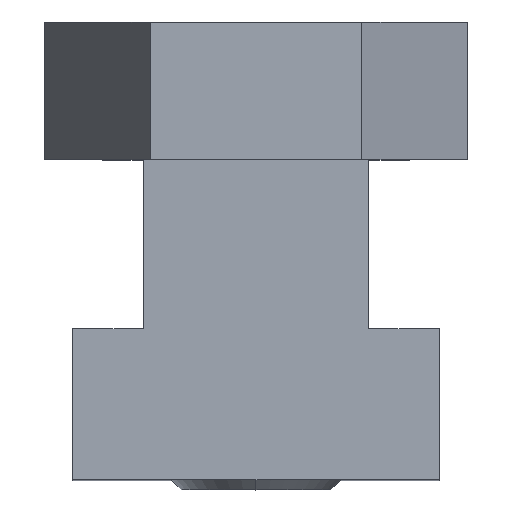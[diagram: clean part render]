
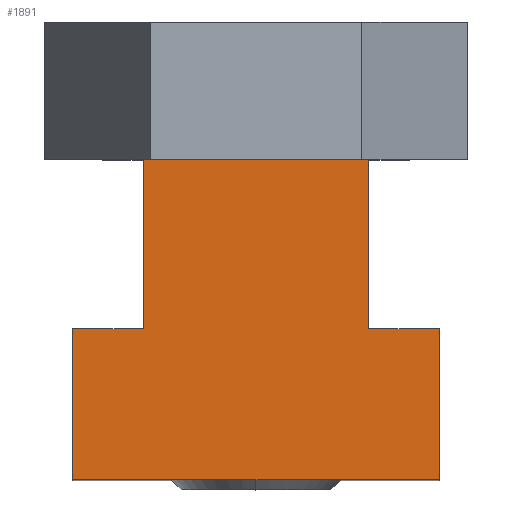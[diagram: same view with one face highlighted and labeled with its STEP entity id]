
A CAD part, top view. The second image highlights one B-rep face of the part: STEP entity #1891.
In plain terms, the highlighted planar face has unit normal (0, 0, 1).
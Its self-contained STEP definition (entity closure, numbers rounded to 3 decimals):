
#1067 = CARTESIAN_POINT ( 'NONE',  ( 12.7, 0., 16.091 ) ) ;
#1091 = DIRECTION ( 'NONE',  ( 0., 1., 0. ) ) ;
#1092 = VECTOR ( 'NONE', #1091, 1000. ) ;
#1093 = CARTESIAN_POINT ( 'NONE',  ( 7.81, 10.465, 16.091 ) ) ;
#1095 = DIRECTION ( 'NONE',  ( -1., 0., 0. ) ) ;
#1096 = VECTOR ( 'NONE', #1095, 1000. ) ;
#1097 = CARTESIAN_POINT ( 'NONE',  ( 7.81, 22.174, 16.091 ) ) ;
#1098 = LINE ( 'NONE', #1097, #1096 ) ;
#1099 = CARTESIAN_POINT ( 'NONE',  ( 7.81, 22.174, 16.091 ) ) ;
#1103 = LINE ( 'NONE', #1093, #1092 ) ;
#1109 = DIRECTION ( 'NONE',  ( 0., 1., 0. ) ) ;
#1110 = VECTOR ( 'NONE', #1109, 1000. ) ;
#1111 = CARTESIAN_POINT ( 'NONE',  ( 7.81, 10.465, 16.091 ) ) ;
#1115 = CARTESIAN_POINT ( 'NONE',  ( 12.7, 10.465, 16.091 ) ) ;
#1116 = CARTESIAN_POINT ( 'NONE',  ( 12.7, 0., 16.091 ) ) ;
#1117 = LINE ( 'NONE', #1116, #1110 ) ;
#1124 = CARTESIAN_POINT ( 'NONE',  ( -7.81, 22.174, 16.091 ) ) ;
#1128 = DIRECTION ( 'NONE',  ( -1., 0., 0. ) ) ;
#1131 = CARTESIAN_POINT ( 'NONE',  ( 12.7, 10.465, 16.091 ) ) ;
#1132 = LINE ( 'NONE', #1131, #1136 ) ;
#1136 = VECTOR ( 'NONE', #1128, 1000. ) ;
#1144 = DIRECTION ( 'NONE',  ( 1., 0., 0. ) ) ;
#1145 = VECTOR ( 'NONE', #1144, 1000. ) ;
#1153 = CARTESIAN_POINT ( 'NONE',  ( -12.7, 0., 16.091 ) ) ;
#1154 = LINE ( 'NONE', #1153, #1145 ) ;
#1173 = CARTESIAN_POINT ( 'NONE',  ( -7.81, 10.465, 16.091 ) ) ;
#1179 = LINE ( 'NONE', #1230, #1229 ) ;
#1186 = CARTESIAN_POINT ( 'NONE',  ( -12.7, 0., 16.091 ) ) ;
#1192 = CARTESIAN_POINT ( 'NONE',  ( -12.7, 10.465, 16.091 ) ) ;
#1194 = DIRECTION ( 'NONE',  ( -1., 0., 0. ) ) ;
#1195 = VECTOR ( 'NONE', #1194, 1000. ) ;
#1196 = CARTESIAN_POINT ( 'NONE',  ( -12.7, 10.465, 16.091 ) ) ;
#1197 = LINE ( 'NONE', #1196, #1195 ) ;
#1228 = DIRECTION ( 'NONE',  ( 0., -1., 0. ) ) ;
#1229 = VECTOR ( 'NONE', #1228, 1000. ) ;
#1230 = CARTESIAN_POINT ( 'NONE',  ( -7.81, 10.465, 16.091 ) ) ;
#1236 = DIRECTION ( 'NONE',  ( 0., -1., 0. ) ) ;
#1237 = VECTOR ( 'NONE', #1236, 1000. ) ;
#1239 = DIRECTION ( 'NONE',  ( 1., 0., 0. ) ) ;
#1240 = DIRECTION ( 'NONE',  ( 0., 0., 1. ) ) ;
#1241 = CARTESIAN_POINT ( 'NONE',  ( 12.7, 10.465, 16.091 ) ) ;
#1242 = AXIS2_PLACEMENT_3D ( 'NONE', #1241, #1240, #1239 ) ;
#1243 = CARTESIAN_POINT ( 'NONE',  ( -12.7, 0., 16.091 ) ) ;
#1244 = LINE ( 'NONE', #1243, #1237 ) ;
#1253 = FACE_OUTER_BOUND ( 'NONE', #1818, .T. ) ;
#1262 = PLANE ( 'NONE',  #1242 ) ;
#1764 = VERTEX_POINT ( 'NONE', #1067 ) ;
#1776 = EDGE_CURVE ( 'NONE', #1799, #1795, #1098, .T. ) ;
#1778 = EDGE_CURVE ( 'NONE', #1804, #1799, #1103, .T. ) ;
#1792 = EDGE_CURVE ( 'NONE', #1800, #1804, #1132, .T. ) ;
#1795 = VERTEX_POINT ( 'NONE', #1124 ) ;
#1799 = VERTEX_POINT ( 'NONE', #1099 ) ;
#1800 = VERTEX_POINT ( 'NONE', #1115 ) ;
#1802 = EDGE_CURVE ( 'NONE', #1764, #1800, #1117, .T. ) ;
#1804 = VERTEX_POINT ( 'NONE', #1111 ) ;
#1818 = EDGE_LOOP ( 'NONE', ( #1889, #1894, #1890, #1882, #1876, #1873, #1879, #1874 ) ) ;
#1821 = EDGE_CURVE ( 'NONE', #1831, #1764, #1154, .T. ) ;
#1825 = EDGE_CURVE ( 'NONE', #1836, #1849, #1197, .T. ) ;
#1831 = VERTEX_POINT ( 'NONE', #1186 ) ;
#1836 = VERTEX_POINT ( 'NONE', #1173 ) ;
#1842 = EDGE_CURVE ( 'NONE', #1795, #1836, #1179, .T. ) ;
#1849 = VERTEX_POINT ( 'NONE', #1192 ) ;
#1873 = ORIENTED_EDGE ( 'NONE', *, *, #1825, .T. ) ;
#1874 = ORIENTED_EDGE ( 'NONE', *, *, #1821, .T. ) ;
#1876 = ORIENTED_EDGE ( 'NONE', *, *, #1842, .T. ) ;
#1879 = ORIENTED_EDGE ( 'NONE', *, *, #1892, .T. ) ;
#1882 = ORIENTED_EDGE ( 'NONE', *, *, #1776, .T. ) ;
#1889 = ORIENTED_EDGE ( 'NONE', *, *, #1802, .T. ) ;
#1890 = ORIENTED_EDGE ( 'NONE', *, *, #1778, .T. ) ;
#1891 = ADVANCED_FACE ( 'NONE', ( #1253 ), #1262, .T. ) ;
#1892 = EDGE_CURVE ( 'NONE', #1849, #1831, #1244, .T. ) ;
#1894 = ORIENTED_EDGE ( 'NONE', *, *, #1792, .T. ) ;
